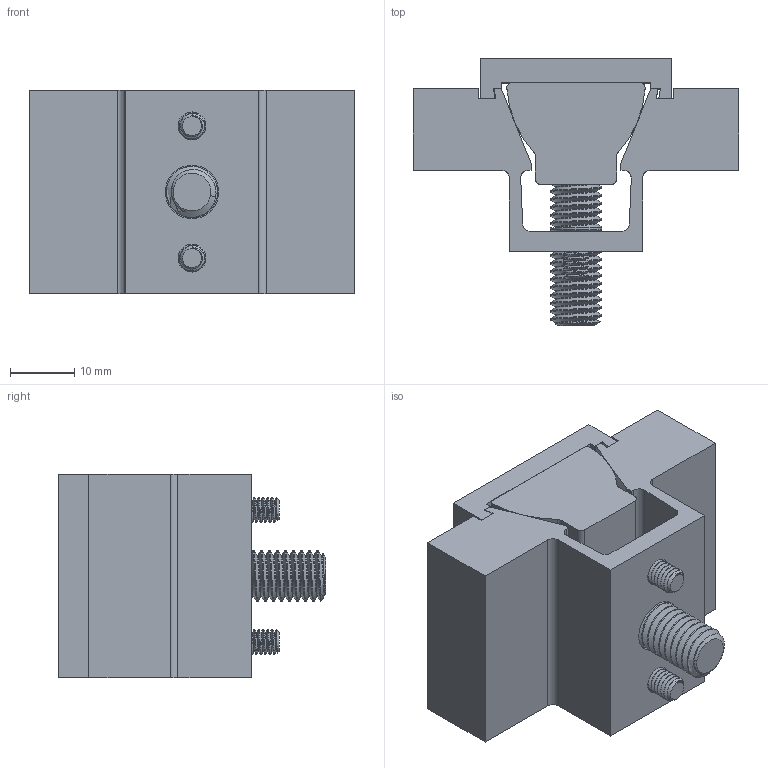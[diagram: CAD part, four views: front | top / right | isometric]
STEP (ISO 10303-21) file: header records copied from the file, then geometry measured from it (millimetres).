
FILE_DESCRIPTION (( 'STEP AP214' ), '1' );
FILE_NAME ('80100.STEP', '2020-01-20T19:29:34', ( 'Mike W' ), ( '' ), 'SwSTEP 2.0', 'SolidWorks 2018', '' );
FILE_SCHEMA (( 'AUTOMOTIVE_DESIGN' ));
Length unit declared in the file: inch
Products named in the file (6): 60155_60155; 60330_60330; 60135_60135; 80100; M830MM SHCS_M830MM SHCS; M48MM FHCS_M48MM FHCS
Assembly tree (6 placements, depth 2):
  80100
    60135_60135
    60330_60330
    60155_60155
    M48MM FHCS_M48MM FHCS  x2
    M830MM SHCS_M830MM SHCS
Bounding box: 50.8 x 41.72 x 31.75 mm (x, y, z)
Volume: 29061.3 mm3; surface area: 15446.4 mm2
Topology: 6 solids, 6 shells, 297 faces, 787 edges, 507 vertices
Faces by surface type: cylinder 162, plane 77, cone 50, bspline 8
Entity records: 12143 total; most frequent: CARTESIAN_POINT 6172, ORIENTED_EDGE 1362, DIRECTION 1042, EDGE_CURVE 681, VERTEX_POINT 441, AXIS2_PLACEMENT_3D 363, VECTOR 316, LINE 316
